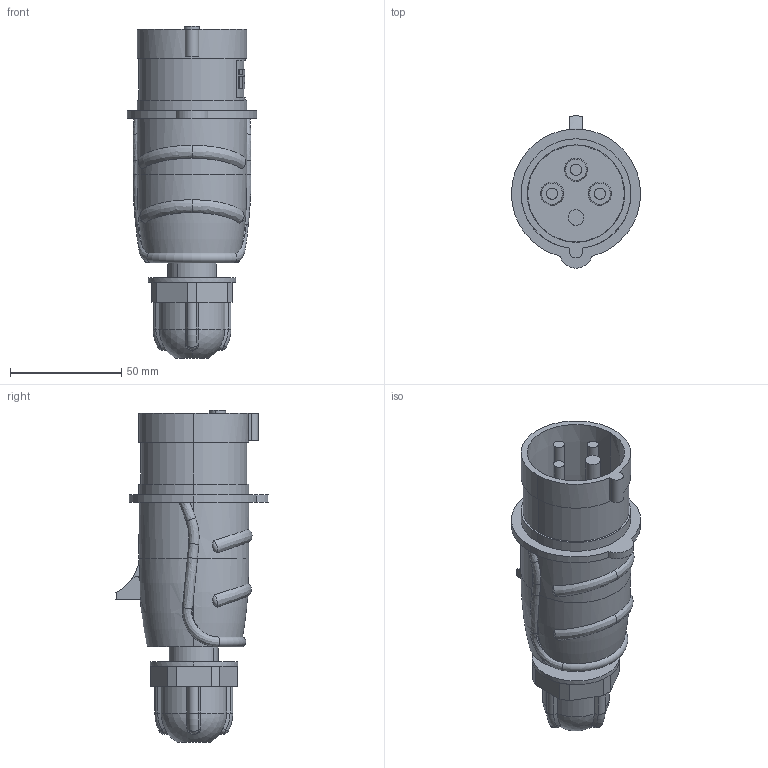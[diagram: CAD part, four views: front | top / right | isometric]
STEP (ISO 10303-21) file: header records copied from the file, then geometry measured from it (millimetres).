
FILE_DESCRIPTION (( 'STEP AP214' ), '1' );
FILE_NAME ('PSN02-016-4 MAGNUM Âèëêà ïåðåíîñ. ÑÑÈ-014 16À-6÷ 380Â 3P+PE IP44 IEK.STEP', '2025-07-22T10:32:51', ( '' ), ( '' ), 'SwSTEP 2.0', 'SolidWorks 2022', '' );
FILE_SCHEMA (( 'AUTOMOTIVE_DESIGN' ));
Length unit declared in the file: millimetre
Products named in the file (1): PSN02-016-4 MAGNUM Вилка перенос. ССИ-014 16А-6ч 380В 3P+PE IP44 IEK
Bounding box: 58 x 68.33 x 149.01 mm (x, y, z)
Volume: 112001 mm3; surface area: 51104.3 mm2
Topology: 9 solids, 9 shells, 556 faces, 1394 edges, 891 vertices
Faces by surface type: plane 306, cylinder 147, bspline 40, cone 39, torus 18, sphere 6
Entity records: 19973 total; most frequent: CARTESIAN_POINT 6526, ORIENTED_EDGE 2756, DIRECTION 2679, EDGE_CURVE 1378, AXIS2_PLACEMENT_3D 942, VERTEX_POINT 891, VECTOR 795, LINE 795
